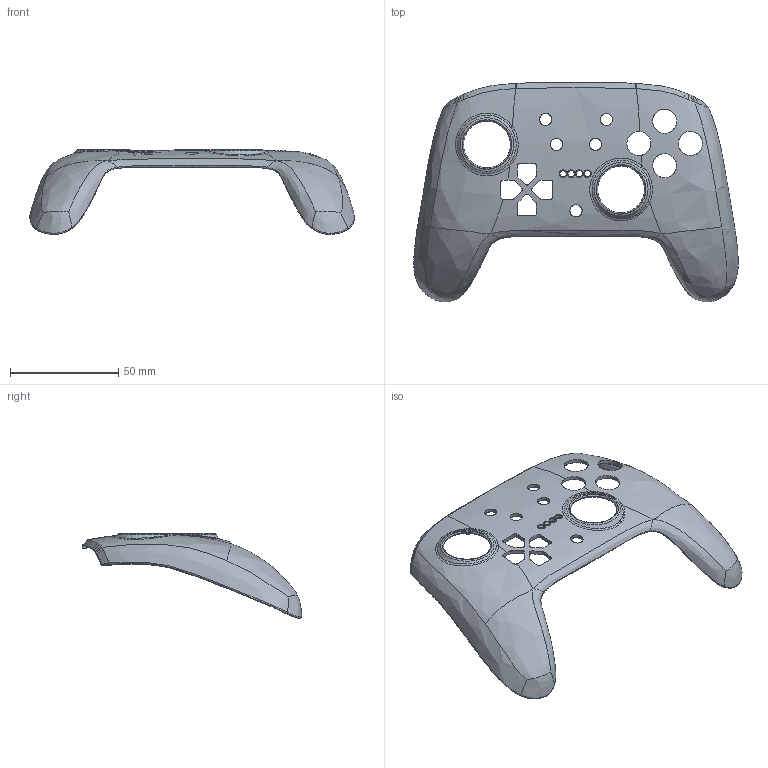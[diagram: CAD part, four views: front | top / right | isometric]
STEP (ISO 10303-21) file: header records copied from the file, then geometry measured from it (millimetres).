
FILE_DESCRIPTION(/* description */ (''),/* implementation_level */ '2;1');
FILE_NAME(/* name */ 'TopShell.step',/* time_stamp */ '2025-05-19T15:22:47-07:00',/* author */ (''),/* organization */ (''),/* preprocessor_version */ 'ST-DEVELOPER v20.1',/* originating_system */ 'Autodesk Translation Framework v14.4.0.0',/* authorisation */ '');
FILE_SCHEMA (('AUTOMOTIVE_DESIGN { 1 0 10303 214 3 1 1 }'));
Products named in the file (1): TopShell
Bounding box: 150 x 101.55 x 39.12 mm (x, y, z)
Volume: 22886.9 mm3; surface area: 25658.7 mm2
Topology: 1 solids, 1 shells, 580 faces, 1516 edges, 975 vertices
Faces by surface type: bspline 242, plane 196, cone 72, cylinder 50, sphere 18, torus 2
Entity records: 37757 total; most frequent: CARTESIAN_POINT 25585, ORIENTED_EDGE 3032, DIRECTION 1634, EDGE_CURVE 1516, VERTEX_POINT 975, B_SPLINE_CURVE_WITH_KNOTS 742, EDGE_LOOP 655, AXIS2_PLACEMENT_3D 585
